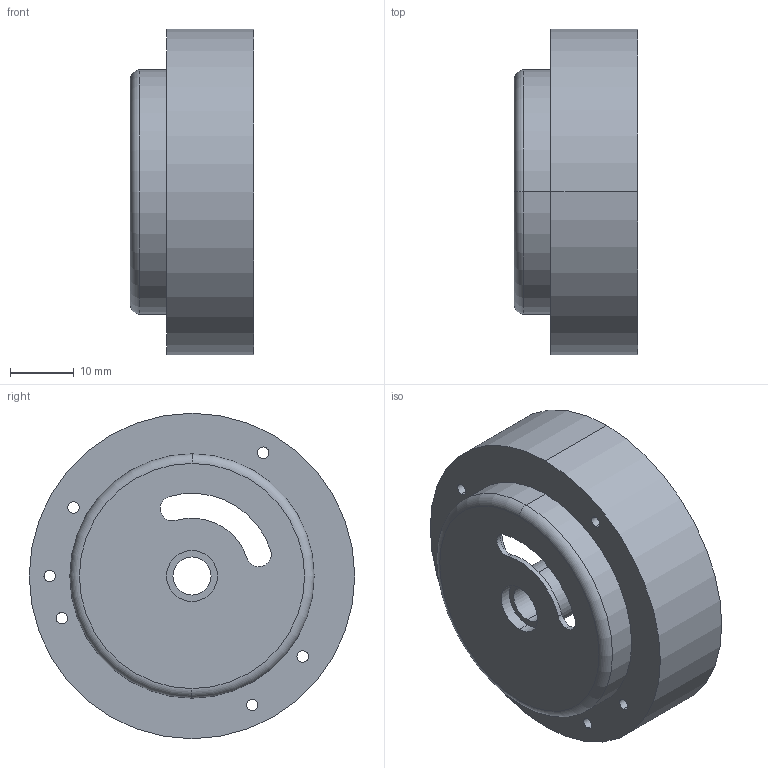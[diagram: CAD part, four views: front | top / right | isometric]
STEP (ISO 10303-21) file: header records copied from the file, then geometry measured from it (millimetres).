
FILE_DESCRIPTION (( 'STEP AP214' ), '1' );
FILE_NAME ('Carriage - Zeroing Cranck Base Counter.STEP', '2025-07-06T08:34:47', ( '' ), ( '' ), 'SwSTEP 2.0', 'SolidWorks 2025', '' );
FILE_SCHEMA (( 'AUTOMOTIVE_DESIGN' ));
Length unit declared in the file: millimetre
Products named in the file (1): Carriage - Zeroing Cranck Base Counter
Bounding box: 19.4 x 51.15 x 51.15 mm (x, y, z)
Volume: 7598 mm3; surface area: 10244.1 mm2
Topology: 1 solids, 1 shells, 62 faces, 142 edges, 92 vertices
Faces by surface type: cylinder 40, plane 12, torus 8, cone 2
Entity records: 2132 total; most frequent: DIRECTION 368, CARTESIAN_POINT 297, ORIENTED_EDGE 284, AXIS2_PLACEMENT_3D 163, EDGE_CURVE 142, CIRCLE 100, VERTEX_POINT 92, EDGE_LOOP 88
